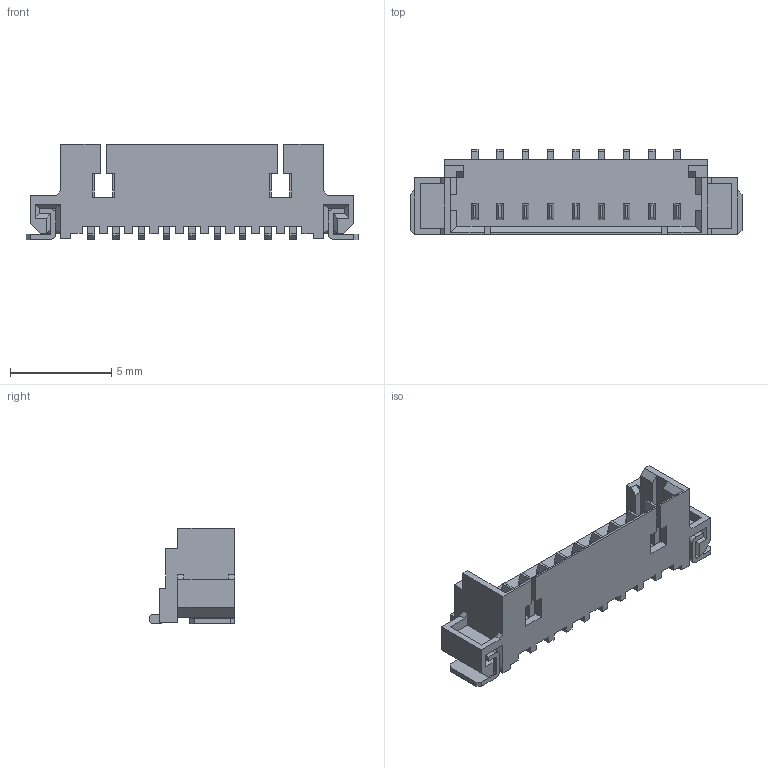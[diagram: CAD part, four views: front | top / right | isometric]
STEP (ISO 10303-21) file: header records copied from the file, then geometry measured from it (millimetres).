
FILE_DESCRIPTION (( 'STEP AP214' ), '1' );
FILE_NAME ('533980971.STEP', '2021-11-27T22:07:47', ( 'AVRASM1234' ), ( '' ), 'SwSTEP 2.0', 'SolidWorks 2017', '' );
FILE_SCHEMA (( 'AUTOMOTIVE_DESIGN' ));
Length unit declared in the file: millimetre
Products named in the file (1): 533980971
Bounding box: 16.4 x 4.2 x 4.7 mm (x, y, z)
Volume: 105.4 mm3; surface area: 491.4 mm2
Topology: 12 solids, 12 shells, 435 faces, 1171 edges, 760 vertices
Faces by surface type: plane 427, cylinder 8
Entity records: 15942 total; most frequent: CARTESIAN_POINT 2367, ORIENTED_EDGE 2342, DIRECTION 2059, EDGE_CURVE 1171, VECTOR 1155, LINE 1155, VERTEX_POINT 760, EDGE_LOOP 453
